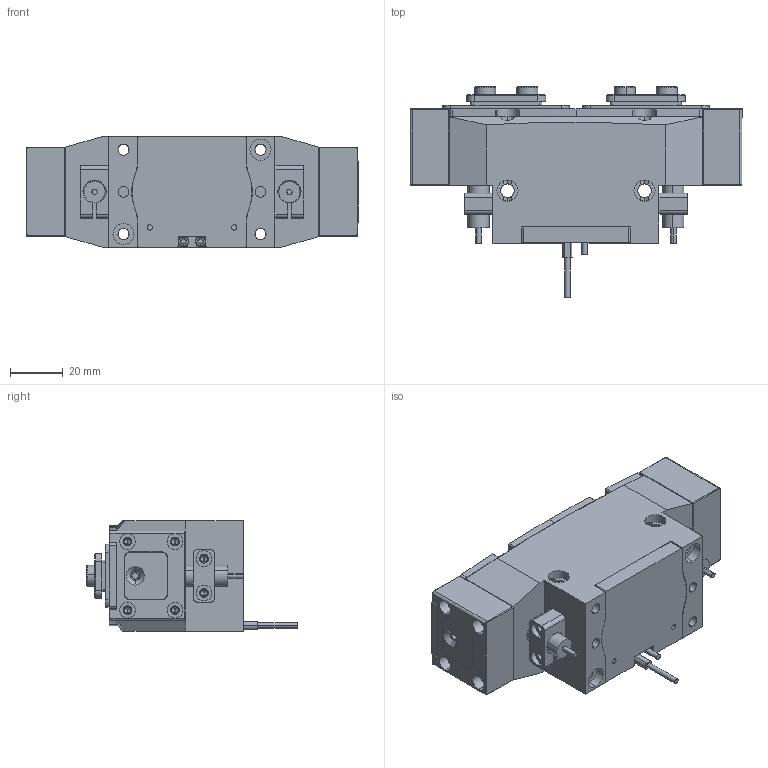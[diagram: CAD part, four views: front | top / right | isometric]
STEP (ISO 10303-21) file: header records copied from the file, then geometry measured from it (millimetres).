
FILE_DESCRIPTION (( 'STEP AP203' ), '1' );
FILE_NAME ('FR33-96-P.STEP', '2025-01-17T07:59:20', ( 'USER-' ), ( 'Microsoft' ), 'SwSTEP 2.0', 'SolidWorks 2018', '' );
FILE_SCHEMA (( 'CONFIG_CONTROL_DESIGN' ));
Length unit declared in the file: millimetre
Products named in the file (18): 褲极; 耜猾苤裔; 埴翐芛_GB_FASTENER_SCREWS_HSHCS M2X8-N; 奻葡裔啣; 忒硌薊啣; TRT33-96; 耜猾极; 揤輸蚾饜极; TR30-80 杅耀.sldasm-Part-25; P-GS-T-01 喘倛蚚標釱; 棠羲換覜ん; 菁裔啣; 賑輸; 16x8-R1.5; 痄雄結啣; FR33-96-P; 揤輸杅耀.sldasm-Part-9; ﾏ擎ﾗ8｡ﾁ6｡ﾁ12
Assembly tree (30 placements, depth 4):
  FR33-96-P
    耜猾极  x2
    奻葡裔啣
    忒硌薊啣  x2
    痄雄結啣  x2
    耜猾苤裔  x2
    TRT33-96
      褲极
      賑輸  x2
      菁裔啣
      棠羲換覜ん  x2
      16x8-R1.5
      TR30-80 杅耀.sldasm-Part-25  x2
      揤輸蚾饜极  x2
        揤輸杅耀.sldasm-Part-9
        埴翐芛_GB_FASTENER_SCREWS_HSHCS M2X8-N
      P-GS-T-01 喘倛蚚標釱  x2
    ﾏ擎ﾗ8｡ﾁ6｡ﾁ12  x4
Bounding box: 126 x 79.93 x 42.1 mm (x, y, z)
Volume: 181406.5 mm3; surface area: 81552 mm2
Topology: 30 solids, 38 shells, 1693 faces, 4378 edges, 2766 vertices
Faces by surface type: plane 776, cylinder 530, cone 224, bspline 155, torus 8
Entity records: 46234 total; most frequent: CARTESIAN_POINT 13661, ORIENTED_EDGE 6450, DIRECTION 5968, EDGE_CURVE 3225, VERTEX_POINT 2103, VECTOR 2008, LINE 2008, AXIS2_PLACEMENT_3D 1980
